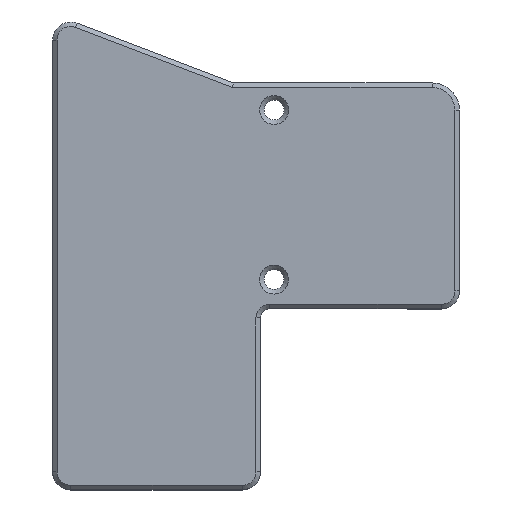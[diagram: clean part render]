
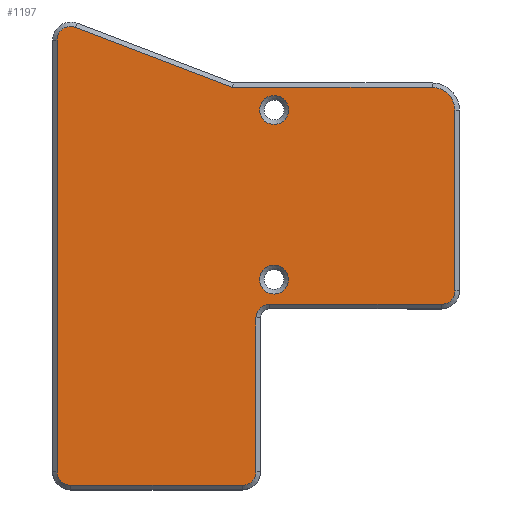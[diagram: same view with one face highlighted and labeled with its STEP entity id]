
A CAD part, top view. The second image highlights one B-rep face of the part: STEP entity #1197.
In plain terms, the highlighted planar face has unit normal (0, 0, 1).
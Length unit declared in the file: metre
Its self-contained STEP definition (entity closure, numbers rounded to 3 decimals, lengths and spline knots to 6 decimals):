
#88=LINE('',#1888,#221);
#89=LINE('',#1892,#222);
#90=LINE('',#1896,#223);
#91=LINE('',#1900,#224);
#92=LINE('',#1902,#225);
#93=LINE('',#1906,#226);
#94=LINE('',#1910,#227);
#221=VECTOR('',#1496,1.);
#222=VECTOR('',#1499,1.);
#223=VECTOR('',#1502,1.);
#224=VECTOR('',#1505,1.);
#225=VECTOR('',#1506,1.);
#226=VECTOR('',#1509,1.);
#227=VECTOR('',#1512,1.);
#373=ORIENTED_EDGE('',*,*,#712,.T.);
#374=ORIENTED_EDGE('',*,*,#713,.T.);
#375=ORIENTED_EDGE('',*,*,#714,.T.);
#376=ORIENTED_EDGE('',*,*,#715,.T.);
#377=ORIENTED_EDGE('',*,*,#716,.T.);
#378=ORIENTED_EDGE('',*,*,#717,.T.);
#379=ORIENTED_EDGE('',*,*,#718,.T.);
#380=ORIENTED_EDGE('',*,*,#719,.T.);
#381=ORIENTED_EDGE('',*,*,#720,.T.);
#382=ORIENTED_EDGE('',*,*,#721,.T.);
#383=ORIENTED_EDGE('',*,*,#722,.T.);
#384=ORIENTED_EDGE('',*,*,#723,.T.);
#385=ORIENTED_EDGE('',*,*,#724,.T.);
#386=ORIENTED_EDGE('',*,*,#725,.T.);
#387=ORIENTED_EDGE('',*,*,#726,.T.);
#712=EDGE_CURVE('',#879,#879,#943,.F.);
#713=EDGE_CURVE('',#880,#880,#944,.F.);
#714=EDGE_CURVE('',#881,#882,#945,.T.);
#715=EDGE_CURVE('',#882,#883,#88,.T.);
#716=EDGE_CURVE('',#883,#884,#946,.F.);
#717=EDGE_CURVE('',#884,#885,#89,.T.);
#718=EDGE_CURVE('',#885,#886,#947,.T.);
#719=EDGE_CURVE('',#886,#887,#90,.T.);
#720=EDGE_CURVE('',#887,#888,#948,.T.);
#721=EDGE_CURVE('',#888,#889,#91,.T.);
#722=EDGE_CURVE('',#889,#890,#92,.T.);
#723=EDGE_CURVE('',#890,#891,#949,.T.);
#724=EDGE_CURVE('',#891,#892,#93,.T.);
#725=EDGE_CURVE('',#892,#893,#950,.T.);
#726=EDGE_CURVE('',#893,#881,#94,.T.);
#879=VERTEX_POINT('',#1882);
#880=VERTEX_POINT('',#1884);
#881=VERTEX_POINT('',#1886);
#882=VERTEX_POINT('',#1887);
#883=VERTEX_POINT('',#1889);
#884=VERTEX_POINT('',#1891);
#885=VERTEX_POINT('',#1893);
#886=VERTEX_POINT('',#1895);
#887=VERTEX_POINT('',#1897);
#888=VERTEX_POINT('',#1899);
#889=VERTEX_POINT('',#1901);
#890=VERTEX_POINT('',#1903);
#891=VERTEX_POINT('',#1905);
#892=VERTEX_POINT('',#1907);
#893=VERTEX_POINT('',#1909);
#943=CIRCLE('',#1301,0.0016);
#944=CIRCLE('',#1302,0.0016);
#945=CIRCLE('',#1303,0.0015);
#946=CIRCLE('',#1304,0.0015);
#947=CIRCLE('',#1305,0.0015);
#948=CIRCLE('',#1306,0.0025);
#949=CIRCLE('',#1307,0.0015);
#950=CIRCLE('',#1308,0.0015);
#981=EDGE_LOOP('',(#373));
#982=EDGE_LOOP('',(#374));
#983=EDGE_LOOP('',(#375,#376,#377,#378,#379,#380,#381,#382,#383,#384,#385,
#386,#387));
#1067=FACE_BOUND('',#981,.T.);
#1068=FACE_BOUND('',#982,.T.);
#1069=FACE_BOUND('',#983,.T.);
#1145=PLANE('',#1300);
#1197=ADVANCED_FACE('',(#1067,#1068,#1069),#1145,.T.);
#1300=AXIS2_PLACEMENT_3D('',#1880,#1488,#1489);
#1301=AXIS2_PLACEMENT_3D('',#1881,#1490,#1491);
#1302=AXIS2_PLACEMENT_3D('',#1883,#1492,#1493);
#1303=AXIS2_PLACEMENT_3D('',#1885,#1494,#1495);
#1304=AXIS2_PLACEMENT_3D('',#1890,#1497,#1498);
#1305=AXIS2_PLACEMENT_3D('',#1894,#1500,#1501);
#1306=AXIS2_PLACEMENT_3D('',#1898,#1503,#1504);
#1307=AXIS2_PLACEMENT_3D('',#1904,#1507,#1508);
#1308=AXIS2_PLACEMENT_3D('',#1908,#1510,#1511);
#1488=DIRECTION('',(0.,0.,1.));
#1489=DIRECTION('',(1.,0.,0.));
#1490=DIRECTION('',(0.,0.,1.));
#1491=DIRECTION('',(1.,0.,0.));
#1492=DIRECTION('',(0.,0.,1.));
#1493=DIRECTION('',(1.,0.,0.));
#1494=DIRECTION('',(0.,0.,1.));
#1495=DIRECTION('',(1.,0.,0.));
#1496=DIRECTION('',(0.,1.,0.));
#1497=DIRECTION('',(0.,0.,1.));
#1498=DIRECTION('',(1.,0.,0.));
#1499=DIRECTION('',(1.,0.,0.));
#1500=DIRECTION('',(0.,0.,1.));
#1501=DIRECTION('',(1.,0.,0.));
#1502=DIRECTION('',(0.,1.,0.));
#1503=DIRECTION('',(0.,0.,1.));
#1504=DIRECTION('',(1.,0.,0.));
#1505=DIRECTION('',(-1.,0.,0.));
#1506=DIRECTION('',(-0.934,0.357,0.));
#1507=DIRECTION('',(0.,0.,1.));
#1508=DIRECTION('',(1.,0.,0.));
#1509=DIRECTION('',(0.,-1.,0.));
#1510=DIRECTION('',(0.,0.,1.));
#1511=DIRECTION('',(1.,0.,0.));
#1512=DIRECTION('',(1.,0.,0.));
#1880=CARTESIAN_POINT('',(0.058526,0.015395,0.0215));
#1881=CARTESIAN_POINT('',(0.060526,0.031073,0.0215));
#1882=CARTESIAN_POINT('',(0.062126,0.031073,0.0215));
#1883=CARTESIAN_POINT('',(0.060521,0.012324,0.0215));
#1884=CARTESIAN_POINT('',(0.062121,0.012324,0.0215));
#1885=CARTESIAN_POINT('',(0.05702,-0.008929,0.0215));
#1886=CARTESIAN_POINT('',(0.05702,-0.010429,0.0215));
#1887=CARTESIAN_POINT('',(0.05852,-0.008929,0.0215));
#1888=CARTESIAN_POINT('',(0.05852,0.008077,0.0215));
#1889=CARTESIAN_POINT('',(0.05852,0.008077,0.0215));
#1890=CARTESIAN_POINT('',(0.06002,0.008077,0.0215));
#1891=CARTESIAN_POINT('',(0.06002,0.009577,0.0215));
#1892=CARTESIAN_POINT('',(0.058525,0.009577,0.0215));
#1893=CARTESIAN_POINT('',(0.07902,0.009571,0.0215));
#1894=CARTESIAN_POINT('',(0.079021,0.011071,0.0215));
#1895=CARTESIAN_POINT('',(0.080521,0.011071,0.0215));
#1896=CARTESIAN_POINT('',(0.080522,0.015389,0.0215));
#1897=CARTESIAN_POINT('',(0.080526,0.031071,0.0215));
#1898=CARTESIAN_POINT('',(0.078026,0.031071,0.0215));
#1899=CARTESIAN_POINT('',(0.078026,0.033571,0.0215));
#1900=CARTESIAN_POINT('',(0.058526,0.033571,0.0215));
#1901=CARTESIAN_POINT('',(0.055934,0.033571,0.0215));
#1902=CARTESIAN_POINT('',(0.038562,0.040215,0.0215));
#1903=CARTESIAN_POINT('',(0.038562,0.040215,0.0215));
#1904=CARTESIAN_POINT('',(0.038026,0.038814,0.0215));
#1905=CARTESIAN_POINT('',(0.036526,0.038814,0.0215));
#1906=CARTESIAN_POINT('',(0.036526,-0.008929,0.0215));
#1907=CARTESIAN_POINT('',(0.036526,-0.008929,0.0215));
#1908=CARTESIAN_POINT('',(0.038026,-0.008929,0.0215));
#1909=CARTESIAN_POINT('',(0.038026,-0.010429,0.0215));
#1910=CARTESIAN_POINT('',(0.05702,-0.010429,0.0215));
